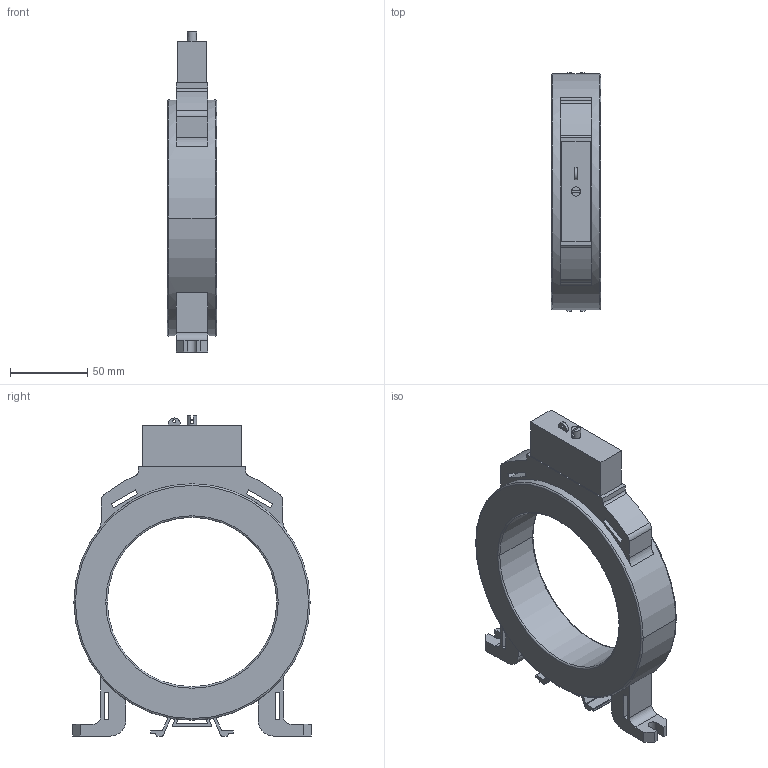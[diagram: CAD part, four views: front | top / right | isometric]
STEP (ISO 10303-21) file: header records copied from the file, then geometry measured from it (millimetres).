
FILE_DESCRIPTION(('CATIA V5 STEP Exchange','CAx-IF Rec.Pracs.--- Model Styling and Organization---1.4--- 2014-01-23'),'2;1');
FILE_NAME('GW96334 Toroide Chiuso.stp','2020-11-20T08:21:55+00:00',('none'),('none'),'CATIA Version 5-6 Release 2016 SP6','CATIA V5 STEP AP214','none');
FILE_SCHEMA(('AUTOMOTIVE_DESIGN { 1 0 10303 214 1 1 1 1 }'));
Length unit declared in the file: millimetre
Products named in the file (1): GW96334 Toroide Chiuso
Bounding box: 32 x 155 x 207.8 mm (x, y, z)
Volume: 377036.5 mm3; surface area: 65366.5 mm2
Topology: 1 solids, 1 shells, 153 faces, 437 edges, 290 vertices
Faces by surface type: plane 96, cylinder 49, torus 8
Entity records: 4791 total; most frequent: CARTESIAN_POINT 888, ORIENTED_EDGE 874, DIRECTION 669, EDGE_CURVE 437, VERTEX_POINT 290, VECTOR 287, LINE 287, AXIS2_PLACEMENT_3D 263
